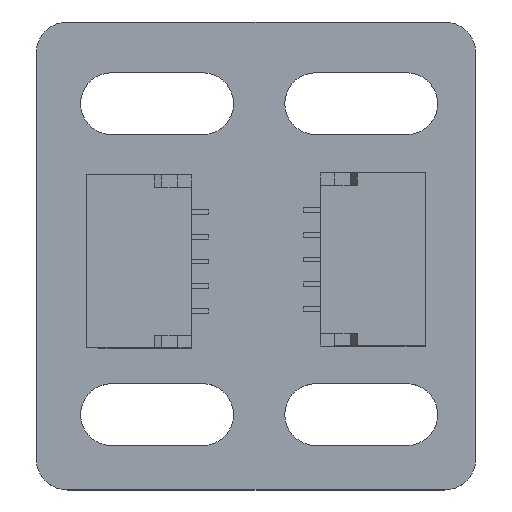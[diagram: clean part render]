
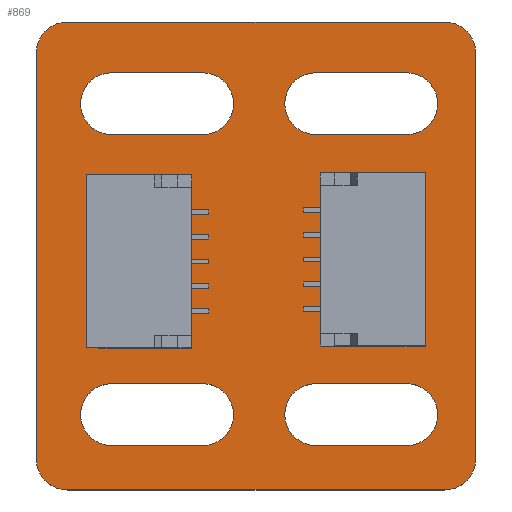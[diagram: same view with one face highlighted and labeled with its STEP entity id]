
A CAD part, top view. The second image highlights one B-rep face of the part: STEP entity #869.
In plain terms, the highlighted planar face has unit normal (0, 0, 1).
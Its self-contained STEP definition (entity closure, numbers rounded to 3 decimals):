
#68 = VERTEX_POINT('',#69);
#69 = CARTESIAN_POINT('',(33.655,29.845,0.411));
#75 = EDGE_CURVE('',#68,#76,#78,.T.);
#76 = VERTEX_POINT('',#77);
#77 = CARTESIAN_POINT('',(34.925,28.575,0.411));
#78 = CIRCLE('',#79,1.27);
#79 = AXIS2_PLACEMENT_3D('',#80,#81,#82);
#80 = CARTESIAN_POINT('',(34.925,29.845,0.411));
#81 = DIRECTION('',(0.,0.,1.));
#82 = DIRECTION('',(-1.,0.,0.));
#108 = EDGE_CURVE('',#76,#109,#111,.T.);
#109 = VERTEX_POINT('',#110);
#110 = CARTESIAN_POINT('',(50.165,28.575,0.411));
#111 = LINE('',#112,#113);
#112 = CARTESIAN_POINT('',(34.925,28.575,0.411));
#113 = VECTOR('',#114,1.);
#114 = DIRECTION('',(1.,0.,0.));
#139 = EDGE_CURVE('',#109,#140,#142,.T.);
#140 = VERTEX_POINT('',#141);
#141 = CARTESIAN_POINT('',(51.435,29.845,0.411));
#142 = CIRCLE('',#143,1.27);
#143 = AXIS2_PLACEMENT_3D('',#144,#145,#146);
#144 = CARTESIAN_POINT('',(50.165,29.845,0.411));
#145 = DIRECTION('',(0.,0.,1.));
#146 = DIRECTION('',(0.,-1.,0.));
#172 = EDGE_CURVE('',#140,#173,#175,.T.);
#173 = VERTEX_POINT('',#174);
#174 = CARTESIAN_POINT('',(51.435,46.228,0.411));
#175 = LINE('',#176,#177);
#176 = CARTESIAN_POINT('',(51.435,29.845,0.411));
#177 = VECTOR('',#178,1.);
#178 = DIRECTION('',(0.,1.,0.));
#203 = EDGE_CURVE('',#173,#204,#206,.T.);
#204 = VERTEX_POINT('',#205);
#205 = CARTESIAN_POINT('',(50.165,47.498,0.411));
#206 = CIRCLE('',#207,1.27);
#207 = AXIS2_PLACEMENT_3D('',#208,#209,#210);
#208 = CARTESIAN_POINT('',(50.165,46.228,0.411));
#209 = DIRECTION('',(0.,0.,1.));
#210 = DIRECTION('',(1.,0.,0.));
#236 = EDGE_CURVE('',#204,#237,#239,.T.);
#237 = VERTEX_POINT('',#238);
#238 = CARTESIAN_POINT('',(34.925,47.498,0.411));
#239 = LINE('',#240,#241);
#240 = CARTESIAN_POINT('',(50.165,47.498,0.411));
#241 = VECTOR('',#242,1.);
#242 = DIRECTION('',(-1.,0.,0.));
#267 = EDGE_CURVE('',#237,#268,#270,.T.);
#268 = VERTEX_POINT('',#269);
#269 = CARTESIAN_POINT('',(33.655,46.228,0.411));
#270 = CIRCLE('',#271,1.27);
#271 = AXIS2_PLACEMENT_3D('',#272,#273,#274);
#272 = CARTESIAN_POINT('',(34.925,46.228,0.411));
#273 = DIRECTION('',(0.,0.,1.));
#274 = DIRECTION('',(0.,1.,0.));
#300 = EDGE_CURVE('',#268,#68,#301,.T.);
#301 = LINE('',#302,#303);
#302 = CARTESIAN_POINT('',(33.655,46.228,0.411));
#303 = VECTOR('',#304,1.);
#304 = DIRECTION('',(0.,-1.,0.));
#324 = VERTEX_POINT('',#325);
#325 = CARTESIAN_POINT('',(40.386,30.373,0.411));
#331 = EDGE_CURVE('',#324,#332,#334,.T.);
#332 = VERTEX_POINT('',#333);
#333 = CARTESIAN_POINT('',(36.703,30.373,0.411));
#334 = LINE('',#335,#336);
#335 = CARTESIAN_POINT('',(40.386,30.373,0.411));
#336 = VECTOR('',#337,1.);
#337 = DIRECTION('',(-1.,0.,0.));
#364 = VERTEX_POINT('',#365);
#365 = CARTESIAN_POINT('',(40.386,32.873,0.411));
#371 = EDGE_CURVE('',#364,#324,#372,.T.);
#372 = CIRCLE('',#373,1.25);
#373 = AXIS2_PLACEMENT_3D('',#374,#375,#376);
#374 = CARTESIAN_POINT('',(40.386,31.623,0.411));
#375 = DIRECTION('',(0.,0.,-1.));
#376 = DIRECTION('',(0.,1.,0.));
#397 = VERTEX_POINT('',#398);
#398 = CARTESIAN_POINT('',(36.703,32.873,0.411));
#404 = EDGE_CURVE('',#397,#364,#405,.T.);
#405 = LINE('',#406,#407);
#406 = CARTESIAN_POINT('',(36.703,32.873,0.411));
#407 = VECTOR('',#408,1.);
#408 = DIRECTION('',(1.,0.,0.));
#426 = EDGE_CURVE('',#332,#397,#427,.T.);
#427 = CIRCLE('',#428,1.25);
#428 = AXIS2_PLACEMENT_3D('',#429,#430,#431);
#429 = CARTESIAN_POINT('',(36.703,31.623,0.411));
#430 = DIRECTION('',(0.,0.,-1.));
#431 = DIRECTION('',(0.,-1.,0.));
#452 = VERTEX_POINT('',#453);
#453 = CARTESIAN_POINT('',(40.386,42.946,0.411));
#459 = EDGE_CURVE('',#452,#460,#462,.T.);
#460 = VERTEX_POINT('',#461);
#461 = CARTESIAN_POINT('',(36.703,42.946,0.411));
#462 = LINE('',#463,#464);
#463 = CARTESIAN_POINT('',(40.386,42.946,0.411));
#464 = VECTOR('',#465,1.);
#465 = DIRECTION('',(-1.,0.,0.));
#492 = VERTEX_POINT('',#493);
#493 = CARTESIAN_POINT('',(40.386,45.446,0.411));
#499 = EDGE_CURVE('',#492,#452,#500,.T.);
#500 = CIRCLE('',#501,1.25);
#501 = AXIS2_PLACEMENT_3D('',#502,#503,#504);
#502 = CARTESIAN_POINT('',(40.386,44.196,0.411));
#503 = DIRECTION('',(0.,0.,-1.));
#504 = DIRECTION('',(0.,1.,0.));
#525 = VERTEX_POINT('',#526);
#526 = CARTESIAN_POINT('',(36.703,45.446,0.411));
#532 = EDGE_CURVE('',#525,#492,#533,.T.);
#533 = LINE('',#534,#535);
#534 = CARTESIAN_POINT('',(36.703,45.446,0.411));
#535 = VECTOR('',#536,1.);
#536 = DIRECTION('',(1.,0.,0.));
#554 = EDGE_CURVE('',#460,#525,#555,.T.);
#555 = CIRCLE('',#556,1.25);
#556 = AXIS2_PLACEMENT_3D('',#557,#558,#559);
#557 = CARTESIAN_POINT('',(36.703,44.196,0.411));
#558 = DIRECTION('',(0.,0.,-1.));
#559 = DIRECTION('',(0.,-1.,0.));
#580 = VERTEX_POINT('',#581);
#581 = CARTESIAN_POINT('',(48.641,30.373,0.411));
#587 = EDGE_CURVE('',#580,#588,#590,.T.);
#588 = VERTEX_POINT('',#589);
#589 = CARTESIAN_POINT('',(44.958,30.373,0.411));
#590 = LINE('',#591,#592);
#591 = CARTESIAN_POINT('',(48.641,30.373,0.411));
#592 = VECTOR('',#593,1.);
#593 = DIRECTION('',(-1.,0.,0.));
#620 = VERTEX_POINT('',#621);
#621 = CARTESIAN_POINT('',(48.641,32.873,0.411));
#627 = EDGE_CURVE('',#620,#580,#628,.T.);
#628 = CIRCLE('',#629,1.25);
#629 = AXIS2_PLACEMENT_3D('',#630,#631,#632);
#630 = CARTESIAN_POINT('',(48.641,31.623,0.411));
#631 = DIRECTION('',(0.,0.,-1.));
#632 = DIRECTION('',(0.,1.,0.));
#653 = VERTEX_POINT('',#654);
#654 = CARTESIAN_POINT('',(44.958,32.873,0.411));
#660 = EDGE_CURVE('',#653,#620,#661,.T.);
#661 = LINE('',#662,#663);
#662 = CARTESIAN_POINT('',(44.958,32.873,0.411));
#663 = VECTOR('',#664,1.);
#664 = DIRECTION('',(1.,0.,0.));
#682 = EDGE_CURVE('',#588,#653,#683,.T.);
#683 = CIRCLE('',#684,1.25);
#684 = AXIS2_PLACEMENT_3D('',#685,#686,#687);
#685 = CARTESIAN_POINT('',(44.958,31.623,0.411));
#686 = DIRECTION('',(0.,0.,-1.));
#687 = DIRECTION('',(0.,-1.,0.));
#708 = VERTEX_POINT('',#709);
#709 = CARTESIAN_POINT('',(48.641,42.946,0.411));
#715 = EDGE_CURVE('',#708,#716,#718,.T.);
#716 = VERTEX_POINT('',#717);
#717 = CARTESIAN_POINT('',(44.958,42.946,0.411));
#718 = LINE('',#719,#720);
#719 = CARTESIAN_POINT('',(48.641,42.946,0.411));
#720 = VECTOR('',#721,1.);
#721 = DIRECTION('',(-1.,0.,0.));
#748 = VERTEX_POINT('',#749);
#749 = CARTESIAN_POINT('',(48.641,45.446,0.411));
#755 = EDGE_CURVE('',#748,#708,#756,.T.);
#756 = CIRCLE('',#757,1.25);
#757 = AXIS2_PLACEMENT_3D('',#758,#759,#760);
#758 = CARTESIAN_POINT('',(48.641,44.196,0.411));
#759 = DIRECTION('',(0.,0.,-1.));
#760 = DIRECTION('',(0.,1.,0.));
#781 = VERTEX_POINT('',#782);
#782 = CARTESIAN_POINT('',(44.958,45.446,0.411));
#788 = EDGE_CURVE('',#781,#748,#789,.T.);
#789 = LINE('',#790,#791);
#790 = CARTESIAN_POINT('',(44.958,45.446,0.411));
#791 = VECTOR('',#792,1.);
#792 = DIRECTION('',(1.,0.,0.));
#810 = EDGE_CURVE('',#716,#781,#811,.T.);
#811 = CIRCLE('',#812,1.25);
#812 = AXIS2_PLACEMENT_3D('',#813,#814,#815);
#813 = CARTESIAN_POINT('',(44.958,44.196,0.411));
#814 = DIRECTION('',(0.,0.,-1.));
#815 = DIRECTION('',(0.,-1.,0.));
#869 = ADVANCED_FACE('',(#870,#880,#886,#892,#898),#904,.F.);
#870 = FACE_BOUND('',#871,.T.);
#871 = EDGE_LOOP('',(#872,#873,#874,#875,#876,#877,#878,#879));
#872 = ORIENTED_EDGE('',*,*,#75,.T.);
#873 = ORIENTED_EDGE('',*,*,#108,.T.);
#874 = ORIENTED_EDGE('',*,*,#139,.T.);
#875 = ORIENTED_EDGE('',*,*,#172,.T.);
#876 = ORIENTED_EDGE('',*,*,#203,.T.);
#877 = ORIENTED_EDGE('',*,*,#236,.T.);
#878 = ORIENTED_EDGE('',*,*,#267,.T.);
#879 = ORIENTED_EDGE('',*,*,#300,.T.);
#880 = FACE_BOUND('',#881,.F.);
#881 = EDGE_LOOP('',(#882,#883,#884,#885));
#882 = ORIENTED_EDGE('',*,*,#331,.F.);
#883 = ORIENTED_EDGE('',*,*,#371,.F.);
#884 = ORIENTED_EDGE('',*,*,#404,.F.);
#885 = ORIENTED_EDGE('',*,*,#426,.F.);
#886 = FACE_BOUND('',#887,.F.);
#887 = EDGE_LOOP('',(#888,#889,#890,#891));
#888 = ORIENTED_EDGE('',*,*,#459,.F.);
#889 = ORIENTED_EDGE('',*,*,#499,.F.);
#890 = ORIENTED_EDGE('',*,*,#532,.F.);
#891 = ORIENTED_EDGE('',*,*,#554,.F.);
#892 = FACE_BOUND('',#893,.F.);
#893 = EDGE_LOOP('',(#894,#895,#896,#897));
#894 = ORIENTED_EDGE('',*,*,#587,.F.);
#895 = ORIENTED_EDGE('',*,*,#627,.F.);
#896 = ORIENTED_EDGE('',*,*,#660,.F.);
#897 = ORIENTED_EDGE('',*,*,#682,.F.);
#898 = FACE_BOUND('',#899,.F.);
#899 = EDGE_LOOP('',(#900,#901,#902,#903));
#900 = ORIENTED_EDGE('',*,*,#715,.F.);
#901 = ORIENTED_EDGE('',*,*,#755,.F.);
#902 = ORIENTED_EDGE('',*,*,#788,.F.);
#903 = ORIENTED_EDGE('',*,*,#810,.F.);
#904 = PLANE('',#905);
#905 = AXIS2_PLACEMENT_3D('',#906,#907,#908);
#906 = CARTESIAN_POINT('',(33.655,29.845,0.411));
#907 = DIRECTION('',(0.,0.,-1.));
#908 = DIRECTION('',(-1.,0.,0.));
